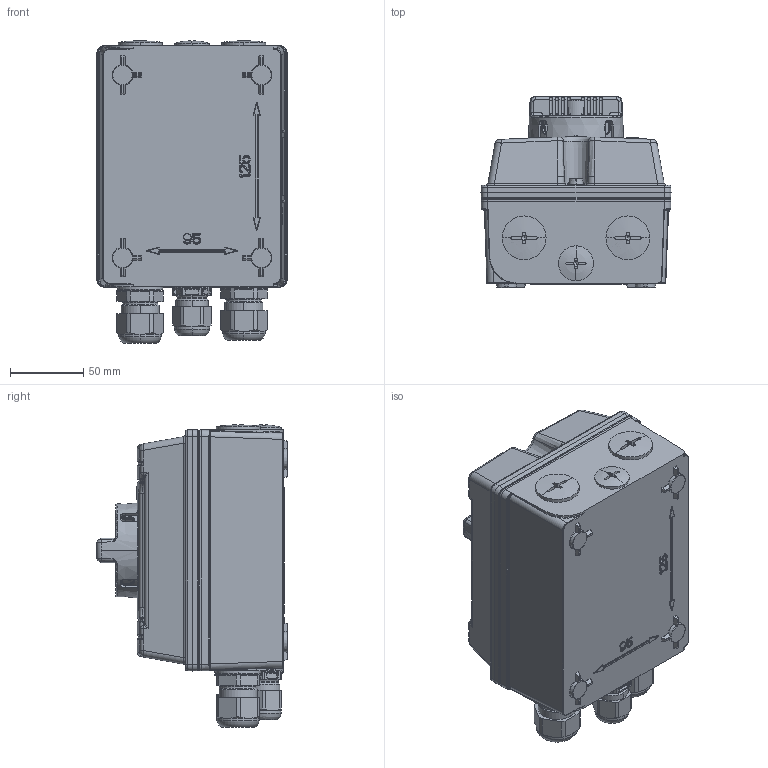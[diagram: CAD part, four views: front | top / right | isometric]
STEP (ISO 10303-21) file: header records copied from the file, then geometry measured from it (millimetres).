
FILE_DESCRIPTION((''),'2;1');
FILE_NAME('OTA16S3G_1','2020-08-06T17:37:08',('FIARHAN3'),(''),'CREO PARAMETRIC BY PTC INC, 2019164','CREO PARAMETRIC BY PTC INC, 2019164','');
FILE_SCHEMA(('AUTOMOTIVE_DESIGN { 1 0 10303 214 1 1 1 1 }'));
Products named in the file (1): OTA16S3G_1
Bounding box: 130 x 131.11 x 206.79 mm (x, y, z)
Volume: 1885876 mm3; surface area: 198204.4 mm2
Topology: 13 solids, 14 shells, 3287 faces, 8231 edges, 4690 vertices
Faces by surface type: cylinder 1208, plane 854, bspline 618, sphere 292, torus 193, cone 108, extrusion 14
Entity records: 186261 total; most frequent: CARTESIAN_POINT 92200, ORIENTED_EDGE 15866, DIRECTION 13687, EDGE_CURVE 7933, AXIS2_PLACEMENT_3D 5295, VERTEX_POINT 4690, EDGE_LOOP 3345, FACE_OUTER_BOUND 3287
